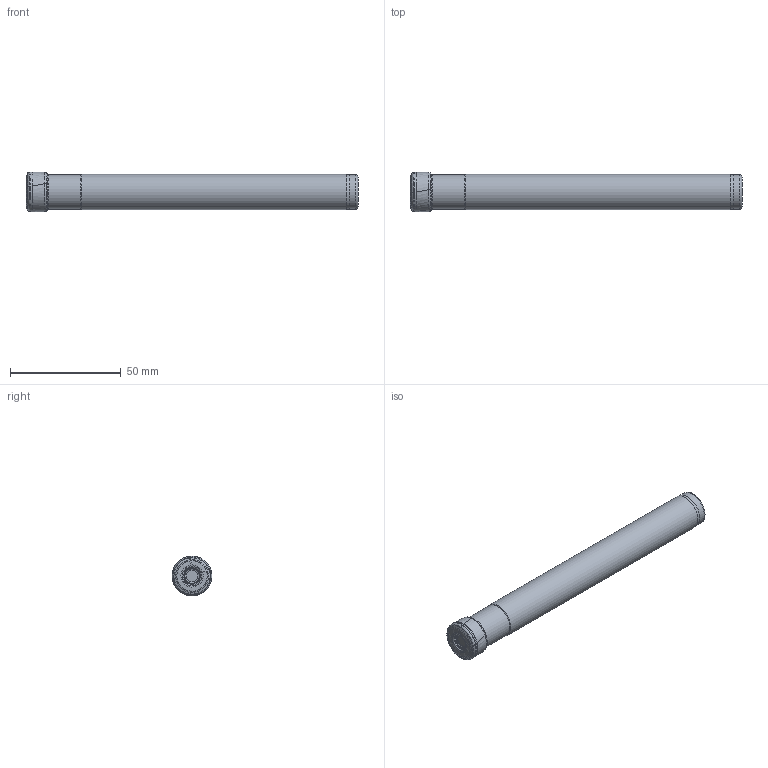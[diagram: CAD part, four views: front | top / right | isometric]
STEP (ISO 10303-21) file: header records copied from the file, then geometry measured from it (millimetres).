
FILE_DESCRIPTION(/* description */ (''),/* implementation_level */ '2;1');
FILE_NAME(/* name */ 'AHFM-EN1004-D18-C16-L150-Z02.stp',/* time_stamp */ '2023-10-30T14:21:20+03:00',/* author */ (''),/* organization */ (''),/* preprocessor_version */ 'ST-DEVELOPER v19.4',/* originating_system */ 'SIEMENS PLM Software NX2306.5001',/* authorisation */ '');
FILE_SCHEMA (('AUTOMOTIVE_DESIGN { 1 0 10303 214 3 1 1 1 }'));
Length unit declared in the file: millimetre
Products named in the file (1): AHFM-EN1004-D18-C16-L150-Z02-LIGHT_x_t_objects
Bounding box: 150 x 17.97 x 17.98 mm (x, y, z)
Volume: 31536.8 mm3; surface area: 8896.6 mm2
Topology: 2 solids, 2 shells, 74 faces, 144 edges, 73 vertices
Faces by surface type: bspline 56, torus 6, cone 6, plane 3, cylinder 3
Full cylindrical faces by diameter (mm): 15.5 x2, 16 x1
Entity records: 2444 total; most frequent: CARTESIAN_POINT 1123, DIRECTION 266, ORIENTED_EDGE 258, EDGE_CURVE 129, AXIS2_PLACEMENT_3D 118, CIRCLE 99, EDGE_LOOP 90, ADVANCED_FACE 74
